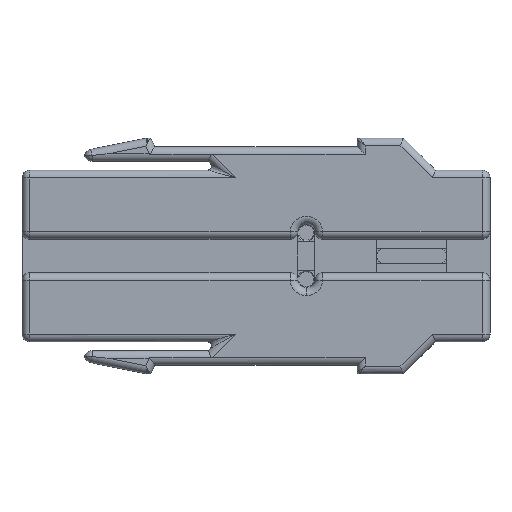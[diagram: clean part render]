
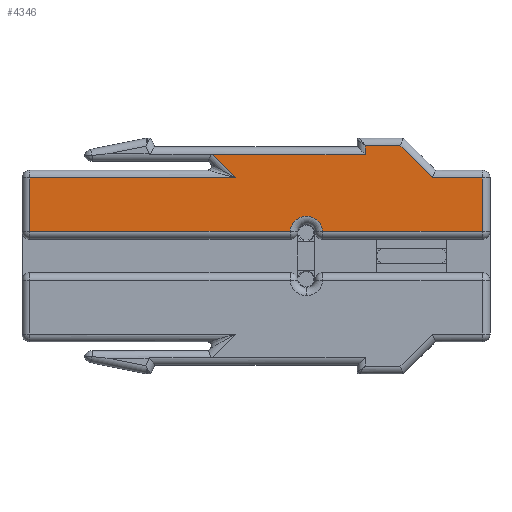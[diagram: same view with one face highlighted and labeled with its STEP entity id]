
A CAD part, front view. The second image highlights one B-rep face of the part: STEP entity #4346.
In plain terms, the highlighted planar face has unit normal (0, -1, 0).
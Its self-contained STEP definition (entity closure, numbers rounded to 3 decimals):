
#171 = LINE ( 'NONE', #3942, #9423 ) ;
#483 = CARTESIAN_POINT ( 'NONE',  ( 13., -2.4, 14.125 ) ) ;
#517 = DIRECTION ( 'NONE',  ( 0., 0., -1. ) ) ;
#520 = CARTESIAN_POINT ( 'NONE',  ( 4.37, -2.4, 3.15 ) ) ;
#634 = DIRECTION ( 'NONE',  ( 0., -1., 0. ) ) ;
#661 = VECTOR ( 'NONE', #11593, 1000. ) ;
#690 = DIRECTION ( 'NONE',  ( 0., 0., 1. ) ) ;
#898 = EDGE_CURVE ( 'NONE', #8016, #1387, #7179, .T. ) ;
#953 = VERTEX_POINT ( 'NONE', #7484 ) ;
#1069 = VERTEX_POINT ( 'NONE', #8659 ) ;
#1123 = EDGE_CURVE ( 'NONE', #8681, #1069, #5043, .T. ) ;
#1368 = CARTESIAN_POINT ( 'NONE',  ( 14., -2.4, 14. ) ) ;
#1387 = VERTEX_POINT ( 'NONE', #3975 ) ;
#1391 = CARTESIAN_POINT ( 'NONE',  ( -29., -2.4, 3.15 ) ) ;
#1563 = FACE_OUTER_BOUND ( 'NONE', #8684, .T. ) ;
#1927 = AXIS2_PLACEMENT_3D ( 'NONE', #9140, #634, #517 ) ;
#2000 = CARTESIAN_POINT ( 'NONE',  ( -29., -2.4, 10. ) ) ;
#2012 = CARTESIAN_POINT ( 'NONE',  ( 0., -2.4, 10. ) ) ;
#2059 = EDGE_CURVE ( 'NONE', #1387, #6549, #2589, .T. ) ;
#2221 = CARTESIAN_POINT ( 'NONE',  ( 14., -2.4, 14.125 ) ) ;
#2250 = ORIENTED_EDGE ( 'NONE', *, *, #3496, .T. ) ;
#2254 = EDGE_CURVE ( 'NONE', #2775, #8681, #9845, .T. ) ;
#2270 = EDGE_CURVE ( 'NONE', #4363, #953, #11824, .T. ) ;
#2333 = DIRECTION ( 'NONE',  ( 0., 1., 0. ) ) ;
#2449 = CARTESIAN_POINT ( 'NONE',  ( -2.586, -2.4, 10. ) ) ;
#2481 = CARTESIAN_POINT ( 'NONE',  ( 29., -2.4, 3.15 ) ) ;
#2589 = LINE ( 'NONE', #2719, #3818 ) ;
#2646 = VERTEX_POINT ( 'NONE', #2481 ) ;
#2680 = ORIENTED_EDGE ( 'NONE', *, *, #1123, .T. ) ;
#2719 = CARTESIAN_POINT ( 'NONE',  ( 3.707, -2.4, 3.707 ) ) ;
#2775 = VERTEX_POINT ( 'NONE', #4462 ) ;
#2835 = VECTOR ( 'NONE', #7606, 1000. ) ;
#3385 = DIRECTION ( 'NONE',  ( -1., 0., 0. ) ) ;
#3496 = EDGE_CURVE ( 'NONE', #10995, #2646, #171, .T. ) ;
#3507 = ORIENTED_EDGE ( 'NONE', *, *, #2059, .T. ) ;
#3524 = ORIENTED_EDGE ( 'NONE', *, *, #4502, .T. ) ;
#3686 = LINE ( 'NONE', #2012, #2835 ) ;
#3726 = ORIENTED_EDGE ( 'NONE', *, *, #2270, .T. ) ;
#3767 = VECTOR ( 'NONE', #690, 1000. ) ;
#3818 = VECTOR ( 'NONE', #6513, 1000. ) ;
#3900 = VECTOR ( 'NONE', #8766, 1000. ) ;
#3942 = CARTESIAN_POINT ( 'NONE',  ( 29., -2.4, 3.15 ) ) ;
#3975 = CARTESIAN_POINT ( 'NONE',  ( -5.586, -2.4, 13. ) ) ;
#4247 = DIRECTION ( 'NONE',  ( -1., 0., 0. ) ) ;
#4346 = ADVANCED_FACE ( 'NONE', ( #1563 ), #5358, .T. ) ;
#4363 = VERTEX_POINT ( 'NONE', #2000 ) ;
#4462 = CARTESIAN_POINT ( 'NONE',  ( 29., -2.4, 10. ) ) ;
#4471 = AXIS2_PLACEMENT_3D ( 'NONE', #8051, #2333, #8345 ) ;
#4502 = EDGE_CURVE ( 'NONE', #953, #5386, #5863, .T. ) ;
#4746 = VECTOR ( 'NONE', #3385, 1000. ) ;
#5011 = VECTOR ( 'NONE', #8849, 1000. ) ;
#5033 = LINE ( 'NONE', #1368, #3900 ) ;
#5043 = LINE ( 'NONE', #6303, #9726 ) ;
#5064 = LINE ( 'NONE', #483, #8817 ) ;
#5358 = PLANE ( 'NONE',  #1927 ) ;
#5386 = VERTEX_POINT ( 'NONE', #520 ) ;
#5571 = DIRECTION ( 'NONE',  ( 1., 0., 0. ) ) ;
#5818 = EDGE_CURVE ( 'NONE', #2646, #2775, #11853, .T. ) ;
#5863 = LINE ( 'NONE', #7887, #10277 ) ;
#6303 = CARTESIAN_POINT ( 'NONE',  ( 18.168, -2.4, 14.418 ) ) ;
#6513 = DIRECTION ( 'NONE',  ( 0.707, 0., -0.707 ) ) ;
#6549 = VERTEX_POINT ( 'NONE', #2449 ) ;
#6930 = CARTESIAN_POINT ( 'NONE',  ( 0., -2.4, 10. ) ) ;
#7044 = CARTESIAN_POINT ( 'NONE',  ( 22.586, -2.4, 10. ) ) ;
#7096 = DIRECTION ( 'NONE',  ( -0.707, 0., 0.707 ) ) ;
#7127 = ORIENTED_EDGE ( 'NONE', *, *, #7896, .T. ) ;
#7179 = LINE ( 'NONE', #11274, #4746 ) ;
#7199 = CARTESIAN_POINT ( 'NONE',  ( 29., -2.4, 10. ) ) ;
#7484 = CARTESIAN_POINT ( 'NONE',  ( -29., -2.4, 3.15 ) ) ;
#7606 = DIRECTION ( 'NONE',  ( -1., 0., 0. ) ) ;
#7887 = CARTESIAN_POINT ( 'NONE',  ( 4.37, -2.4, 3.15 ) ) ;
#7896 = EDGE_CURVE ( 'NONE', #9421, #8016, #5033, .T. ) ;
#7985 = CARTESIAN_POINT ( 'NONE',  ( 8.55, -2.4, 3.15 ) ) ;
#8016 = VERTEX_POINT ( 'NONE', #10878 ) ;
#8051 = CARTESIAN_POINT ( 'NONE',  ( 6.46, -2.4, 3. ) ) ;
#8345 = DIRECTION ( 'NONE',  ( 0., 0., -1. ) ) ;
#8353 = EDGE_CURVE ( 'NONE', #1069, #9421, #5064, .T. ) ;
#8659 = CARTESIAN_POINT ( 'NONE',  ( 18.461, -2.4, 14.125 ) ) ;
#8681 = VERTEX_POINT ( 'NONE', #7044 ) ;
#8684 = EDGE_LOOP ( 'NONE', ( #3507, #9077, #3726, #3524, #11142, #2250, #9671, #9525, #2680, #11432, #7127, #9185 ) ) ;
#8766 = DIRECTION ( 'NONE',  ( 0., 0., -1. ) ) ;
#8817 = VECTOR ( 'NONE', #4247, 1000. ) ;
#8849 = DIRECTION ( 'NONE',  ( -1., 0., 0. ) ) ;
#9077 = ORIENTED_EDGE ( 'NONE', *, *, #11223, .T. ) ;
#9140 = CARTESIAN_POINT ( 'NONE',  ( 0., -2.4, 0. ) ) ;
#9185 = ORIENTED_EDGE ( 'NONE', *, *, #898, .T. ) ;
#9421 = VERTEX_POINT ( 'NONE', #2221 ) ;
#9423 = VECTOR ( 'NONE', #5571, 1000. ) ;
#9525 = ORIENTED_EDGE ( 'NONE', *, *, #2254, .T. ) ;
#9648 = DIRECTION ( 'NONE',  ( 1., 0., 0. ) ) ;
#9671 = ORIENTED_EDGE ( 'NONE', *, *, #5818, .T. ) ;
#9726 = VECTOR ( 'NONE', #7096, 1000. ) ;
#9845 = LINE ( 'NONE', #6930, #5011 ) ;
#9930 = EDGE_CURVE ( 'NONE', #5386, #10995, #11033, .T. ) ;
#10277 = VECTOR ( 'NONE', #9648, 1000. ) ;
#10878 = CARTESIAN_POINT ( 'NONE',  ( 14., -2.4, 13. ) ) ;
#10995 = VERTEX_POINT ( 'NONE', #7985 ) ;
#11033 = CIRCLE ( 'NONE', #4471, 2.095 ) ;
#11142 = ORIENTED_EDGE ( 'NONE', *, *, #9930, .T. ) ;
#11223 = EDGE_CURVE ( 'NONE', #6549, #4363, #3686, .T. ) ;
#11274 = CARTESIAN_POINT ( 'NONE',  ( -13., -2.4, 13. ) ) ;
#11432 = ORIENTED_EDGE ( 'NONE', *, *, #8353, .T. ) ;
#11593 = DIRECTION ( 'NONE',  ( 0., 0., -1. ) ) ;
#11824 = LINE ( 'NONE', #1391, #661 ) ;
#11853 = LINE ( 'NONE', #7199, #3767 ) ;
